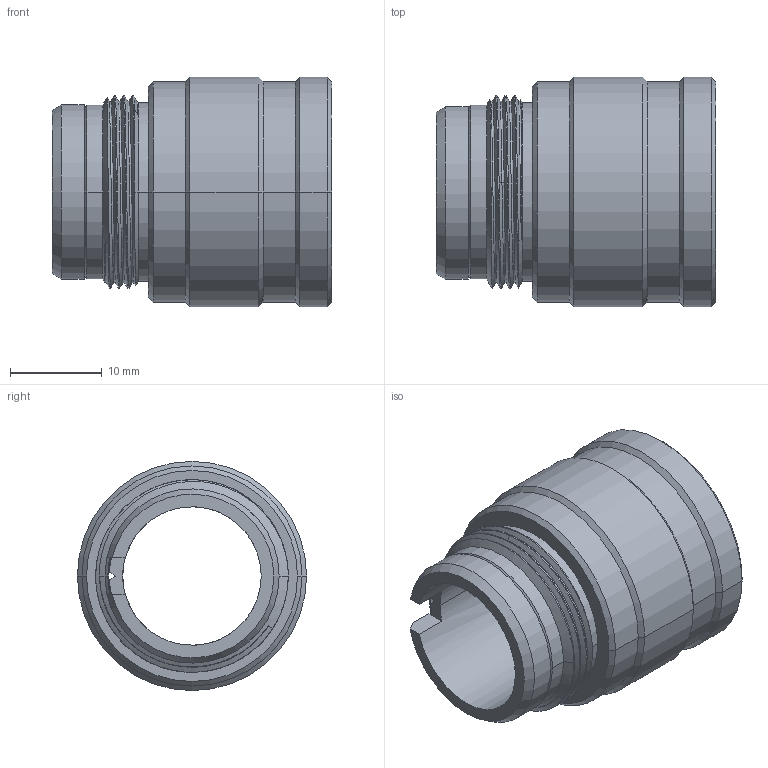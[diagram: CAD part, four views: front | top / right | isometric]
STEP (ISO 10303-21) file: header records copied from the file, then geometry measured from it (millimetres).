
FILE_DESCRIPTION((''),'2;1');
FILE_NAME('13302PM20','2018-03-19T15:43:36',('cgregory'),('NET AG system integration'),'CREO PARAMETRIC BY PTC INC, 2017260','CREO PARAMETRIC BY PTC INC, 2017260','');
FILE_SCHEMA(('AUTOMOTIVE_DESIGN { 1 0 10303 214 1 1 1 1 }'));
Length unit declared in the file: millimetre
Products named in the file (1): 13302PM20
Bounding box: 30.5 x 25 x 25 mm (x, y, z)
Volume: 5148.7 mm3; surface area: 6215.3 mm2
Topology: 1 solids, 1 shells, 89 faces, 224 edges, 138 vertices
Faces by surface type: cylinder 39, cone 19, plane 17, bspline 12, torus 2
Entity records: 8199 total; most frequent: CARTESIAN_POINT 5406, ORIENTED_EDGE 448, DIRECTION 385, EDGE_CURVE 224, AXIS2_PLACEMENT_3D 145, VERTEX_POINT 138, EDGE_LOOP 94, VECTOR 92
